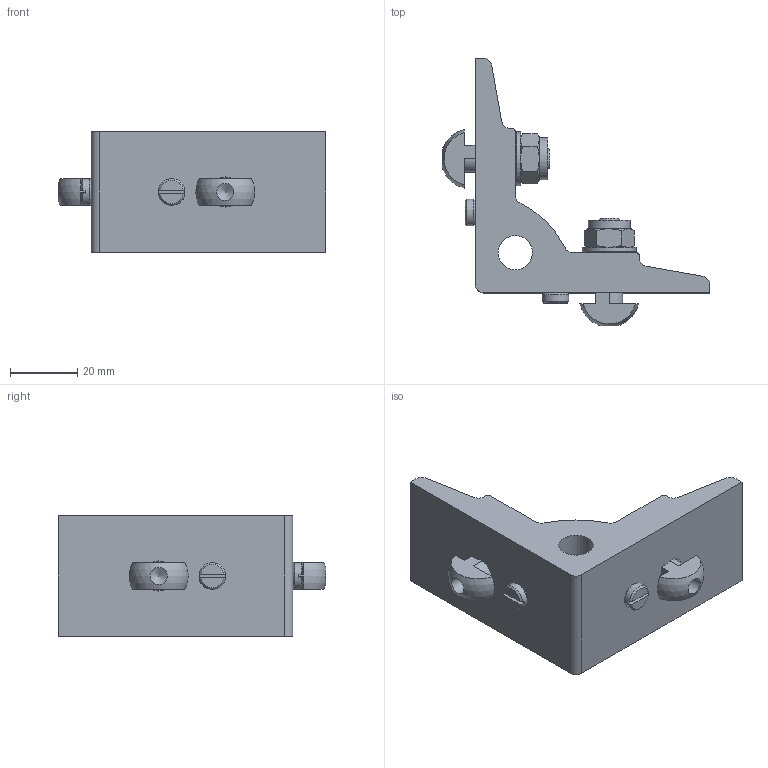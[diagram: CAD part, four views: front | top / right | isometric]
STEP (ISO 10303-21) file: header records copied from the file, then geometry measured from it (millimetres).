
FILE_DESCRIPTION((''),'2;1');
FILE_NAME('SZ0940N_A.stp','2013-08-28T07:06:43',('janine behrens'),(''),'Autodesk Inventor 2012','Autodesk Inventor 2012','');
FILE_SCHEMA(('AUTOMOTIVE_DESIGN { 1 0 10303 214 1 1 1 1 }'));
Length unit declared in the file: millimetre
Products named in the file (6): SZ0940N_A; ME1340408_A; ME1802332_A; DK0125080000_A; DK098508001_A; SS9900V_A
Assembly tree (9 placements, depth 2):
  SZ0940N_A
    ME1340408_A
    ME1802332_A  x2
    DK0125080000_A  x2
    DK098508001_A  x2
    SS9900V_A  x2
Bounding box: 79.83 x 79.83 x 36 mm (x, y, z)
Volume: 53423.5 mm3; surface area: 19066.4 mm2
Topology: 9 solids, 9 shells, 159 faces, 369 edges, 232 vertices
Faces by surface type: plane 74, cone 42, cylinder 33, torus 8, sphere 2
Full cylindrical faces by diameter (mm): 3.7 x2, 4.134 x2, 5 x2, 5.1 x2, 8 x6, 8.4 x2, 9 x2, 10.2 x1, 12.48 x2, 16 x2
Entity records: 2742 total; most frequent: CARTESIAN_POINT 513, DIRECTION 458, ORIENTED_EDGE 386, EDGE_CURVE 193, AXIS2_PLACEMENT_3D 192, VERTEX_POINT 135, EDGE_LOOP 130, FACE_OUTER_BOUND 94
